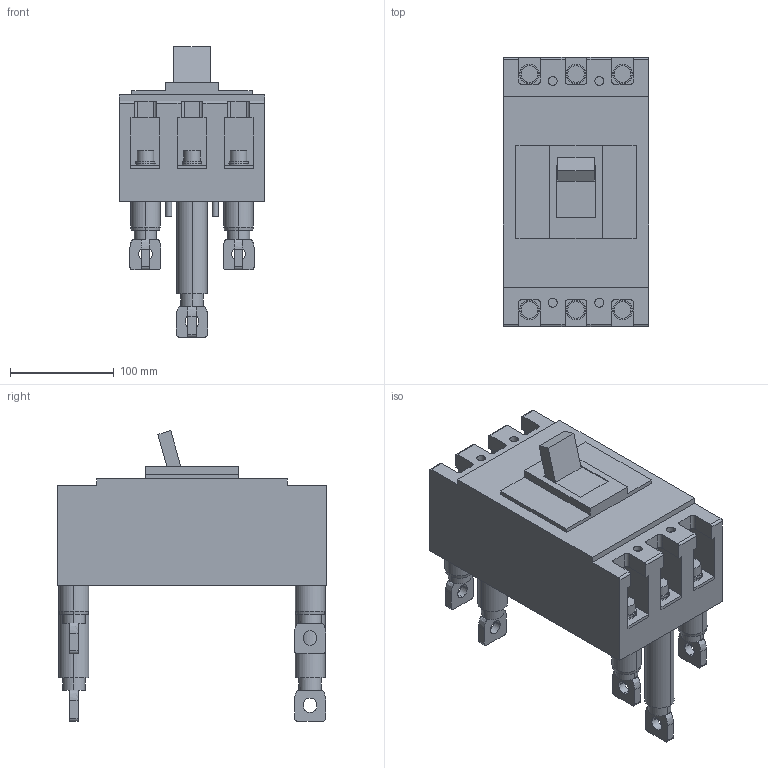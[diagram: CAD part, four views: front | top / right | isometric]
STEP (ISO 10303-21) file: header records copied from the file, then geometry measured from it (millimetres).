
FILE_DESCRIPTION (( 'STEP AP214' ), '1' );
FILE_NAME ('PS630NF3R.STEP', '2023-01-20T10:10:33', ( 'CAD' ), ( '' ), 'SwSTEP 2.0', 'SolidWorks 2015', '' );
FILE_SCHEMA (( 'AUTOMOTIVE_DESIGN' ));
Length unit declared in the file: millimetre
Products named in the file (1): PS630NF3R
Bounding box: 140 x 260 x 280.6 mm (x, y, z)
Volume: 3742674.4 mm3; surface area: 282957.4 mm2
Topology: 23 solids, 23 shells, 441 faces, 1030 edges, 676 vertices
Faces by surface type: plane 243, cylinder 178, bspline 12, cone 8
Entity records: 14995 total; most frequent: CARTESIAN_POINT 2862, DIRECTION 2230, ORIENTED_EDGE 2060, EDGE_CURVE 1030, AXIS2_PLACEMENT_3D 818, VERTEX_POINT 676, VECTOR 594, LINE 594
